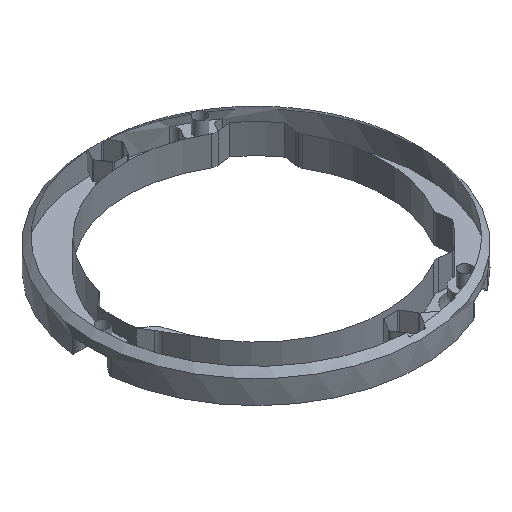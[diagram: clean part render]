
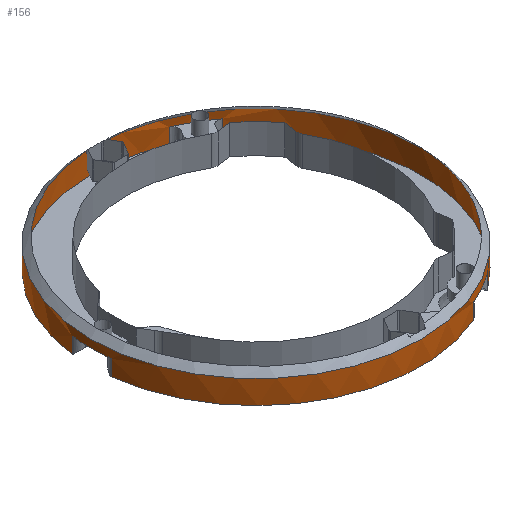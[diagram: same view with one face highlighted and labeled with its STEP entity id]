
A CAD part, isometric view. The second image highlights one B-rep face of the part: STEP entity #156.
In plain terms, the highlighted cylindrical face has radius 53 mm (diameter 106 mm), a full revolution.
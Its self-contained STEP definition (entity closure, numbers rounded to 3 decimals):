
#156=ADVANCED_FACE('',(#842,#844),#846,.T.);
#842=FACE_BOUND('',#843,.T.);
#843=EDGE_LOOP('',(#1441,#1442,#1443,#1444,#1445,#1446,#1447,#1448,#1449,#1450,#1451,
#1452,#1453));
#844=FACE_OUTER_BOUND('',#845,.T.);
#845=EDGE_LOOP('',(#1454));
#846=CYLINDRICAL_SURFACE('',#847,53.);
#847=AXIS2_PLACEMENT_3D('',#848,#849,#850);
#848=CARTESIAN_POINT('',(0.,0.,60.058));
#849=DIRECTION('',(0.,0.,-1.));
#850=DIRECTION('',(0.,1.,0.));
#1441=ORIENTED_EDGE('',*,*,#1867,.T.);
#1442=ORIENTED_EDGE('',*,*,#1868,.T.);
#1443=ORIENTED_EDGE('',*,*,#1869,.F.);
#1444=ORIENTED_EDGE('',*,*,#1870,.F.);
#1445=ORIENTED_EDGE('',*,*,#1871,.T.);
#1446=ORIENTED_EDGE('',*,*,#1872,.T.);
#1447=ORIENTED_EDGE('',*,*,#1873,.T.);
#1448=ORIENTED_EDGE('',*,*,#1874,.F.);
#1449=ORIENTED_EDGE('',*,*,#1875,.T.);
#1450=ORIENTED_EDGE('',*,*,#1876,.T.);
#1451=ORIENTED_EDGE('',*,*,#1877,.T.);
#1452=ORIENTED_EDGE('',*,*,#1878,.F.);
#1453=ORIENTED_EDGE('',*,*,#1879,.T.);
#1454=ORIENTED_EDGE('',*,*,#1792,.T.);
#1792=EDGE_CURVE('',#2033,#2033,#2034,.T.);
#1867=EDGE_CURVE('',#2164,#2165,#2166,.F.);
#1868=EDGE_CURVE('',#2165,#2167,#2168,.T.);
#1869=EDGE_CURVE('',#2169,#2167,#2170,.T.);
#1870=EDGE_CURVE('',#2171,#2169,#2172,.T.);
#1871=EDGE_CURVE('',#2171,#2173,#2174,.F.);
#1872=EDGE_CURVE('',#2173,#2175,#2176,.F.);
#1873=EDGE_CURVE('',#2175,#2177,#2178,.T.);
#1874=EDGE_CURVE('',#2179,#2177,#2180,.T.);
#1875=EDGE_CURVE('',#2179,#2181,#2182,.F.);
#1876=EDGE_CURVE('',#2181,#2183,#2184,.F.);
#1877=EDGE_CURVE('',#2183,#2185,#2186,.T.);
#1878=EDGE_CURVE('',#2187,#2185,#2188,.T.);
#1879=EDGE_CURVE('',#2187,#2164,#2189,.F.);
#2033=VERTEX_POINT('',#2611);
#2034=CIRCLE('',#2612,53.);
#2164=VERTEX_POINT('',#2927);
#2165=VERTEX_POINT('',#2928);
#2166=CIRCLE('',#2929,53.);
#2167=VERTEX_POINT('',#2933);
#2168=LINE('',#2934,#2935);
#2169=VERTEX_POINT('',#2937);
#2170=CIRCLE('',#2938,53.);
#2171=VERTEX_POINT('',#2942);
#2172=CIRCLE('',#2943,53.);
#2173=VERTEX_POINT('',#2947);
#2174=LINE('',#2948,#2949);
#2175=VERTEX_POINT('',#2951);
#2176=CIRCLE('',#2952,53.);
#2177=VERTEX_POINT('',#2956);
#2178=LINE('',#2957,#2958);
#2179=VERTEX_POINT('',#2960);
#2180=CIRCLE('',#2961,53.);
#2181=VERTEX_POINT('',#2965);
#2182=LINE('',#2966,#2967);
#2183=VERTEX_POINT('',#2969);
#2184=CIRCLE('',#2970,53.);
#2185=VERTEX_POINT('',#2974);
#2186=LINE('',#2975,#2976);
#2187=VERTEX_POINT('',#2978);
#2188=CIRCLE('',#2979,53.);
#2189=LINE('',#2983,#2984);
#2611=CARTESIAN_POINT('',(0.,53.,58.058));
#2612=AXIS2_PLACEMENT_3D('',#2613,#2614,#2615);
#2613=CARTESIAN_POINT('',(0.,0.,58.058));
#2614=DIRECTION('',(0.,0.,-1.));
#2615=DIRECTION('',(0.,1.,0.));
#2927=CARTESIAN_POINT('',(31.716,42.463,55.558));
#2928=CARTESIAN_POINT('',(20.916,48.698,55.558));
#2929=AXIS2_PLACEMENT_3D('',#2930,#2931,#2932);
#2930=CARTESIAN_POINT('',(0.,0.,55.558));
#2931=DIRECTION('',(0.,0.,-1.));
#2932=DIRECTION('',(0.395,0.919,0.));
#2933=CARTESIAN_POINT('',(20.916,48.698,50.558));
#2934=CARTESIAN_POINT('',(20.916,48.698,55.558));
#2935=VECTOR('',#2936,1.);
#2936=DIRECTION('',(0.,0.,-1.));
#2937=CARTESIAN_POINT('',(0.,53.,50.558));
#2938=AXIS2_PLACEMENT_3D('',#2939,#2940,#2941);
#2939=CARTESIAN_POINT('',(0.,0.,50.558));
#2940=DIRECTION('',(0.,0.,-1.));
#2941=DIRECTION('',(0.,1.,0.));
#2942=CARTESIAN_POINT('',(-52.632,6.235,50.558));
#2943=AXIS2_PLACEMENT_3D('',#2944,#2945,#2946);
#2944=CARTESIAN_POINT('',(0.,0.,50.558));
#2945=DIRECTION('',(0.,0.,-1.));
#2946=DIRECTION('',(-0.993,0.118,0.));
#2947=CARTESIAN_POINT('',(-52.632,6.235,55.558));
#2948=CARTESIAN_POINT('',(-52.632,6.235,55.558));
#2949=VECTOR('',#2950,1.);
#2950=DIRECTION('',(0.,0.,-1.));
#2951=CARTESIAN_POINT('',(-52.632,-6.235,55.558));
#2952=AXIS2_PLACEMENT_3D('',#2953,#2954,#2955);
#2953=CARTESIAN_POINT('',(0.,0.,55.558));
#2954=DIRECTION('',(0.,0.,-1.));
#2955=DIRECTION('',(-0.993,-0.118,0.));
#2956=CARTESIAN_POINT('',(-52.632,-6.235,50.558));
#2957=CARTESIAN_POINT('',(-52.632,-6.235,55.558));
#2958=VECTOR('',#2959,1.);
#2959=DIRECTION('',(0.,0.,-1.));
#2960=CARTESIAN_POINT('',(20.916,-48.698,50.558));
#2961=AXIS2_PLACEMENT_3D('',#2962,#2963,#2964);
#2962=CARTESIAN_POINT('',(0.,0.,50.558));
#2963=DIRECTION('',(0.,0.,-1.));
#2964=DIRECTION('',(0.395,-0.919,0.));
#2965=CARTESIAN_POINT('',(20.916,-48.698,55.558));
#2966=CARTESIAN_POINT('',(20.916,-48.698,55.558));
#2967=VECTOR('',#2968,1.);
#2968=DIRECTION('',(0.,0.,-1.));
#2969=CARTESIAN_POINT('',(31.716,-42.463,55.558));
#2970=AXIS2_PLACEMENT_3D('',#2971,#2972,#2973);
#2971=CARTESIAN_POINT('',(0.,0.,55.558));
#2972=DIRECTION('',(0.,0.,-1.));
#2973=DIRECTION('',(0.598,-0.801,0.));
#2974=CARTESIAN_POINT('',(31.716,-42.463,50.558));
#2975=CARTESIAN_POINT('',(31.716,-42.463,55.558));
#2976=VECTOR('',#2977,1.);
#2977=DIRECTION('',(0.,0.,-1.));
#2978=CARTESIAN_POINT('',(31.716,42.463,50.558));
#2979=AXIS2_PLACEMENT_3D('',#2980,#2981,#2982);
#2980=CARTESIAN_POINT('',(0.,0.,50.558));
#2981=DIRECTION('',(0.,0.,-1.));
#2982=DIRECTION('',(0.598,0.801,0.));
#2983=CARTESIAN_POINT('',(31.716,42.463,55.558));
#2984=VECTOR('',#2985,1.);
#2985=DIRECTION('',(0.,0.,-1.));
